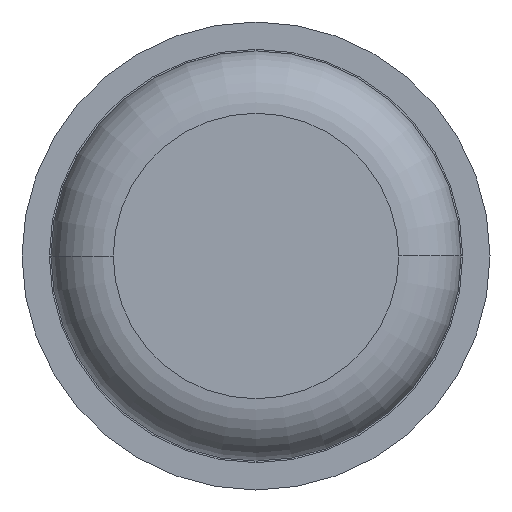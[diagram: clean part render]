
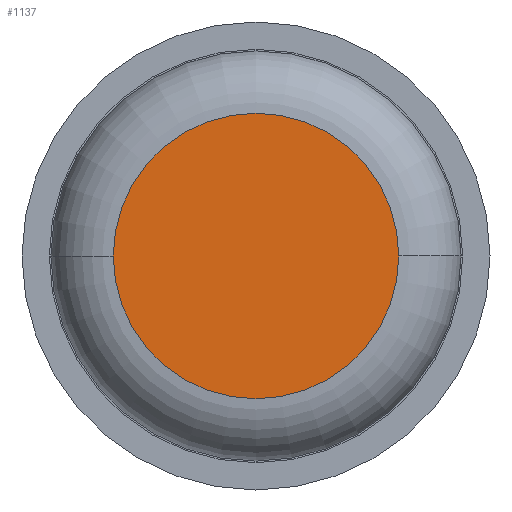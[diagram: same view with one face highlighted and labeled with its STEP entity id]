
A CAD part, front view. The second image highlights one B-rep face of the part: STEP entity #1137.
In plain terms, the highlighted planar face has unit normal (0, -1, 0).
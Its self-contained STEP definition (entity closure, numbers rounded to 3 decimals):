
#18 = CARTESIAN_POINT ( 'NONE',  ( 0., 0., 0. ) ) ;
#91 = AXIS2_PLACEMENT_3D ( 'NONE', #857, #2316, #4150 ) ;
#561 = CIRCLE ( 'NONE', #91, 0.915 ) ;
#857 = CARTESIAN_POINT ( 'NONE',  ( 0., 0., 0. ) ) ;
#1137 = ADVANCED_FACE ( 'Defeature ausgef�hrt1_6', ( #2691 ), #2777, .F. ) ;
#1458 = ORIENTED_EDGE ( 'NONE', *, *, #2780, .T. ) ;
#1526 = CIRCLE ( 'NONE', #1927, 0.915 ) ;
#1693 = CARTESIAN_POINT ( 'NONE',  ( 0., 0., 0. ) ) ;
#1927 = AXIS2_PLACEMENT_3D ( 'NONE', #18, #3986, #2163 ) ;
#2163 = DIRECTION ( 'NONE',  ( -1., 0., 0. ) ) ;
#2316 = DIRECTION ( 'NONE',  ( 0., -1., 0. ) ) ;
#2437 = EDGE_CURVE ( 'Defeature ausgef�hrt1_6+Defeature ausgef�hrt1_7+Defeature ausgef�hrt1_7+Defeature ausgef�hrt1_7', #3218, #4159, #561, .T. ) ;
#2478 = DIRECTION ( 'NONE',  ( 0., 1., 0. ) ) ;
#2480 = CARTESIAN_POINT ( 'NONE',  ( -0.915, 0., 0. ) ) ;
#2691 = FACE_OUTER_BOUND ( 'NONE', #4188, .T. ) ;
#2777 = PLANE ( 'NONE',  #3868 ) ;
#2780 = EDGE_CURVE ( 'Defeature ausgef�hrt1_6+Defeature ausgef�hrt1_7+Defeature ausgef�hrt1_7+Defeature ausgef�hrt1_7', #4159, #3218, #1526, .T. ) ;
#2914 = ORIENTED_EDGE ( 'NONE', *, *, #2437, .T. ) ;
#3218 = VERTEX_POINT ( 'NONE', #2480 ) ;
#3868 = AXIS2_PLACEMENT_3D ( 'NONE', #1693, #2478, #4712 ) ;
#3986 = DIRECTION ( 'NONE',  ( 0., -1., 0. ) ) ;
#4150 = DIRECTION ( 'NONE',  ( -1., 0., 0. ) ) ;
#4159 = VERTEX_POINT ( 'NONE', #4211 ) ;
#4188 = EDGE_LOOP ( 'NONE', ( #2914, #1458 ) ) ;
#4211 = CARTESIAN_POINT ( 'NONE',  ( 0.915, 0., 0. ) ) ;
#4712 = DIRECTION ( 'NONE',  ( -1., 0., 0. ) ) ;
